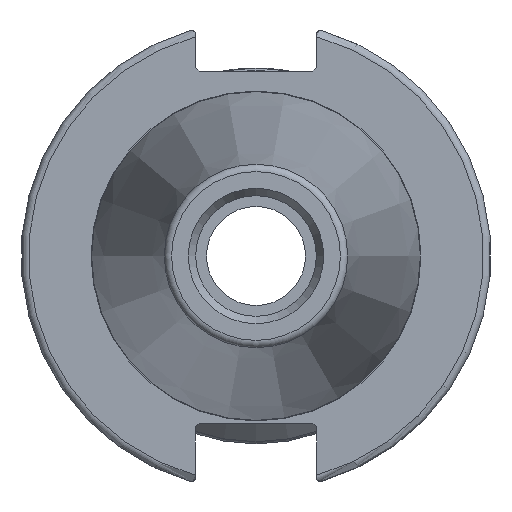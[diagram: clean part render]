
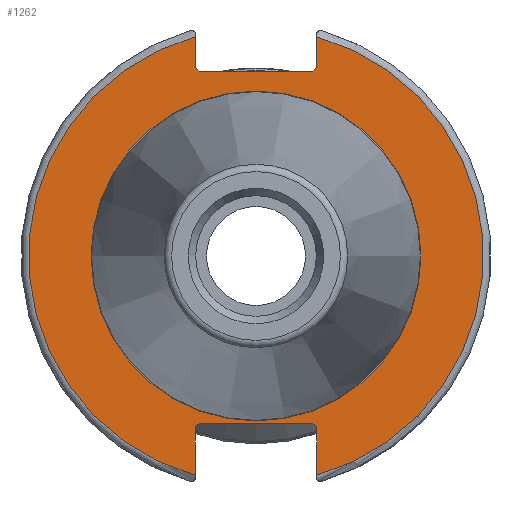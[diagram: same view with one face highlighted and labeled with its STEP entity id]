
A CAD part, left-side view. The second image highlights one B-rep face of the part: STEP entity #1262.
In plain terms, the highlighted planar face has unit normal (-1, 0, 0).
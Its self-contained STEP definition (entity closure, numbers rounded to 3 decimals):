
#34=PLANE('',#1398);
#67=FACE_BOUND('',#383,.T.);
#130=LINE('',#2159,#203);
#131=LINE('',#2161,#204);
#132=LINE('',#2163,#205);
#133=LINE('',#2165,#206);
#134=LINE('',#2167,#207);
#135=LINE('',#2171,#208);
#136=LINE('',#2173,#209);
#137=LINE('',#2175,#210);
#138=LINE('',#2177,#211);
#139=LINE('',#2178,#212);
#203=VECTOR('',#1622,10.);
#204=VECTOR('',#1623,10.);
#205=VECTOR('',#1624,10.);
#206=VECTOR('',#1625,10.);
#207=VECTOR('',#1626,10.);
#208=VECTOR('',#1629,10.);
#209=VECTOR('',#1630,10.);
#210=VECTOR('',#1631,10.);
#211=VECTOR('',#1632,10.);
#212=VECTOR('',#1633,10.);
#304=FACE_OUTER_BOUND('',#382,.T.);
#382=EDGE_LOOP('',(#966,#967,#968,#969,#970,#971,#972,#973,#974,#975,#976,
#977));
#383=EDGE_LOOP('',(#978));
#474=CIRCLE('',#1396,22.3);
#476=CIRCLE('',#1399,30.75);
#477=CIRCLE('',#1400,30.75);
#555=VERTEX_POINT('',#2150);
#556=VERTEX_POINT('',#2155);
#557=VERTEX_POINT('',#2156);
#558=VERTEX_POINT('',#2158);
#559=VERTEX_POINT('',#2160);
#560=VERTEX_POINT('',#2162);
#561=VERTEX_POINT('',#2164);
#562=VERTEX_POINT('',#2166);
#563=VERTEX_POINT('',#2168);
#564=VERTEX_POINT('',#2170);
#565=VERTEX_POINT('',#2172);
#566=VERTEX_POINT('',#2174);
#567=VERTEX_POINT('',#2176);
#706=EDGE_CURVE('',#555,#555,#474,.T.);
#708=EDGE_CURVE('',#556,#557,#476,.T.);
#709=EDGE_CURVE('',#556,#558,#130,.T.);
#710=EDGE_CURVE('',#559,#558,#131,.T.);
#711=EDGE_CURVE('',#559,#560,#132,.T.);
#712=EDGE_CURVE('',#561,#560,#133,.T.);
#713=EDGE_CURVE('',#561,#562,#134,.T.);
#714=EDGE_CURVE('',#563,#562,#477,.T.);
#715=EDGE_CURVE('',#563,#564,#135,.T.);
#716=EDGE_CURVE('',#565,#564,#136,.T.);
#717=EDGE_CURVE('',#565,#566,#137,.T.);
#718=EDGE_CURVE('',#567,#566,#138,.T.);
#719=EDGE_CURVE('',#567,#557,#139,.T.);
#966=ORIENTED_EDGE('',*,*,#708,.F.);
#967=ORIENTED_EDGE('',*,*,#709,.T.);
#968=ORIENTED_EDGE('',*,*,#710,.F.);
#969=ORIENTED_EDGE('',*,*,#711,.T.);
#970=ORIENTED_EDGE('',*,*,#712,.F.);
#971=ORIENTED_EDGE('',*,*,#713,.T.);
#972=ORIENTED_EDGE('',*,*,#714,.F.);
#973=ORIENTED_EDGE('',*,*,#715,.T.);
#974=ORIENTED_EDGE('',*,*,#716,.F.);
#975=ORIENTED_EDGE('',*,*,#717,.T.);
#976=ORIENTED_EDGE('',*,*,#718,.F.);
#977=ORIENTED_EDGE('',*,*,#719,.T.);
#978=ORIENTED_EDGE('',*,*,#706,.F.);
#1262=ADVANCED_FACE('',(#304,#67),#34,.T.);
#1396=AXIS2_PLACEMENT_3D('',#2152,#1614,#1615);
#1398=AXIS2_PLACEMENT_3D('',#2154,#1618,#1619);
#1399=AXIS2_PLACEMENT_3D('',#2157,#1620,#1621);
#1400=AXIS2_PLACEMENT_3D('',#2169,#1627,#1628);
#1614=DIRECTION('center_axis',(-1.,0.,0.));
#1615=DIRECTION('ref_axis',(0.,-1.,0.));
#1618=DIRECTION('center_axis',(-1.,0.,0.));
#1619=DIRECTION('ref_axis',(0.,0.,1.));
#1620=DIRECTION('center_axis',(1.,0.,0.));
#1621=DIRECTION('ref_axis',(0.,-1.,0.));
#1622=DIRECTION('',(0.,0.,-1.));
#1623=DIRECTION('',(0.,-0.707,0.707));
#1624=DIRECTION('',(0.,1.,0.));
#1625=DIRECTION('',(0.,-0.707,-0.707));
#1626=DIRECTION('',(0.,0.,1.));
#1627=DIRECTION('center_axis',(1.,0.,0.));
#1628=DIRECTION('ref_axis',(0.,1.,0.));
#1629=DIRECTION('',(0.,0.,1.));
#1630=DIRECTION('',(0.,0.707,-0.707));
#1631=DIRECTION('',(0.,-1.,0.));
#1632=DIRECTION('',(0.,0.707,0.707));
#1633=DIRECTION('',(0.,0.,-1.));
#2150=CARTESIAN_POINT('',(3.175,0.,22.3));
#2152=CARTESIAN_POINT('Origin',(3.175,0.,0.));
#2154=CARTESIAN_POINT('Origin',(3.175,31.75,0.));
#2155=CARTESIAN_POINT('',(3.175,-8.19,29.639));
#2156=CARTESIAN_POINT('',(3.175,-8.19,-29.639));
#2157=CARTESIAN_POINT('Origin',(3.175,0.,0.));
#2158=CARTESIAN_POINT('',(3.175,-8.19,25.5));
#2159=CARTESIAN_POINT('',(3.175,-8.19,12.5));
#2160=CARTESIAN_POINT('',(3.175,-7.69,25.));
#2161=CARTESIAN_POINT('',(3.175,8.295,9.015));
#2162=CARTESIAN_POINT('',(3.175,7.69,25.));
#2163=CARTESIAN_POINT('',(3.175,15.875,25.));
#2164=CARTESIAN_POINT('',(3.175,8.19,25.5));
#2165=CARTESIAN_POINT('',(3.175,7.58,24.89));
#2166=CARTESIAN_POINT('',(3.175,8.19,29.639));
#2167=CARTESIAN_POINT('',(3.175,8.19,12.5));
#2168=CARTESIAN_POINT('',(3.175,8.19,-29.639));
#2169=CARTESIAN_POINT('Origin',(3.175,0.,0.));
#2170=CARTESIAN_POINT('',(3.175,8.19,-23.1));
#2171=CARTESIAN_POINT('',(3.175,8.19,-11.3));
#2172=CARTESIAN_POINT('',(3.175,7.69,-22.6));
#2173=CARTESIAN_POINT('',(3.175,8.18,-23.09));
#2174=CARTESIAN_POINT('',(3.175,-7.69,-22.6));
#2175=CARTESIAN_POINT('',(3.175,15.875,-22.6));
#2176=CARTESIAN_POINT('',(3.175,-8.19,-23.1));
#2177=CARTESIAN_POINT('',(3.175,7.695,-7.215));
#2178=CARTESIAN_POINT('',(3.175,-8.19,-11.3));
